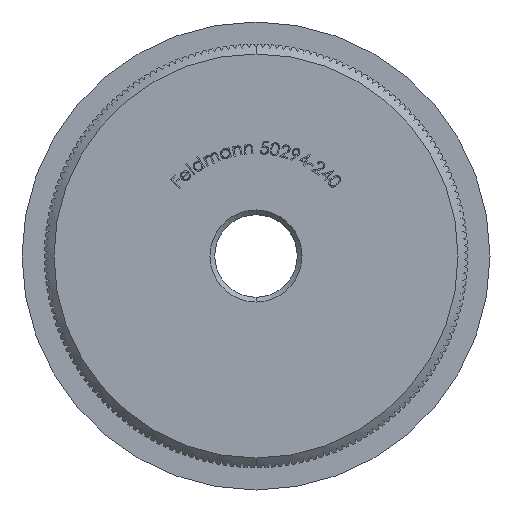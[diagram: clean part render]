
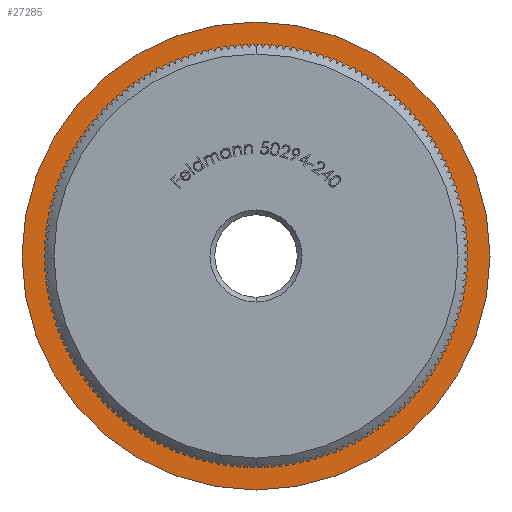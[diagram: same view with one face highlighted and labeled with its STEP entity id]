
A CAD part, front view. The second image highlights one B-rep face of the part: STEP entity #27285.
In plain terms, the highlighted planar face has unit normal (0, -1, 0).
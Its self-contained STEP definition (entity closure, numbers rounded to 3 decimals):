
#189 = CARTESIAN_POINT ( 'NONE',  ( 0., 8., -21.15 ) ) ;
#1383 = CARTESIAN_POINT ( 'NONE',  ( 0., 8., 0. ) ) ;
#2026 = VERTEX_POINT ( 'NONE', #31002 ) ;
#2263 = DIRECTION ( 'NONE',  ( 0., 0., -1. ) ) ;
#2884 = AXIS2_PLACEMENT_3D ( 'NONE', #26584, #27028, #31892 ) ;
#2890 = CIRCLE ( 'NONE', #21846, 21.15 ) ;
#3163 = CIRCLE ( 'NONE', #6773, 24.15 ) ;
#3933 = DIRECTION ( 'NONE',  ( 0., 0., -1. ) ) ;
#4140 = AXIS2_PLACEMENT_3D ( 'NONE', #12477, #15708, #2263 ) ;
#4261 = ORIENTED_EDGE ( 'NONE', *, *, #30153, .F. ) ;
#4347 = VERTEX_POINT ( 'NONE', #9782 ) ;
#6645 = PLANE ( 'NONE',  #2884 ) ;
#6651 = VERTEX_POINT ( 'NONE', #189 ) ;
#6773 = AXIS2_PLACEMENT_3D ( 'NONE', #1383, #8801, #3933 ) ;
#7618 = ORIENTED_EDGE ( 'NONE', *, *, #17061, .F. ) ;
#8801 = DIRECTION ( 'NONE',  ( 0., -1., 0. ) ) ;
#9714 = DIRECTION ( 'NONE',  ( 0., -1., 0. ) ) ;
#9782 = CARTESIAN_POINT ( 'NONE',  ( 0., 8., -24.15 ) ) ;
#12373 = ORIENTED_EDGE ( 'NONE', *, *, #15064, .T. ) ;
#12477 = CARTESIAN_POINT ( 'NONE',  ( 0., 8., 0. ) ) ;
#13234 = CIRCLE ( 'NONE', #4140, 24.15 ) ;
#14033 = CARTESIAN_POINT ( 'NONE',  ( 0., 8., 0. ) ) ;
#15064 = EDGE_CURVE ( 'NONE', #29227, #4347, #13234, .T. ) ;
#15232 = FACE_BOUND ( 'NONE', #21759, .T. ) ;
#15708 = DIRECTION ( 'NONE',  ( 0., -1., 0. ) ) ;
#15941 = CARTESIAN_POINT ( 'NONE',  ( 0., 8., 0. ) ) ;
#16693 = CIRCLE ( 'NONE', #32437, 21.15 ) ;
#16997 = CARTESIAN_POINT ( 'NONE',  ( 0., 8., 24.15 ) ) ;
#17061 = EDGE_CURVE ( 'NONE', #6651, #2026, #2890, .T. ) ;
#21481 = DIRECTION ( 'NONE',  ( 0., -1., 0. ) ) ;
#21759 = EDGE_LOOP ( 'NONE', ( #7618, #4261 ) ) ;
#21846 = AXIS2_PLACEMENT_3D ( 'NONE', #15941, #9714, #31284 ) ;
#22738 = FACE_OUTER_BOUND ( 'NONE', #30451, .T. ) ;
#23309 = ORIENTED_EDGE ( 'NONE', *, *, #30598, .T. ) ;
#26584 = CARTESIAN_POINT ( 'NONE',  ( 21.15, 8., 0. ) ) ;
#27028 = DIRECTION ( 'NONE',  ( 0., -1., 0. ) ) ;
#27285 = ADVANCED_FACE ( 'NONE', ( #22738, #15232 ), #6645, .T. ) ;
#29227 = VERTEX_POINT ( 'NONE', #16997 ) ;
#30153 = EDGE_CURVE ( 'NONE', #2026, #6651, #16693, .T. ) ;
#30451 = EDGE_LOOP ( 'NONE', ( #23309, #12373 ) ) ;
#30598 = EDGE_CURVE ( 'NONE', #4347, #29227, #3163, .T. ) ;
#31002 = CARTESIAN_POINT ( 'NONE',  ( 0., 8., 21.15 ) ) ;
#31284 = DIRECTION ( 'NONE',  ( 0., 0., -1. ) ) ;
#31728 = DIRECTION ( 'NONE',  ( 0., 0., -1. ) ) ;
#31892 = DIRECTION ( 'NONE',  ( 0., 0., -1. ) ) ;
#32437 = AXIS2_PLACEMENT_3D ( 'NONE', #14033, #21481, #31728 ) ;
